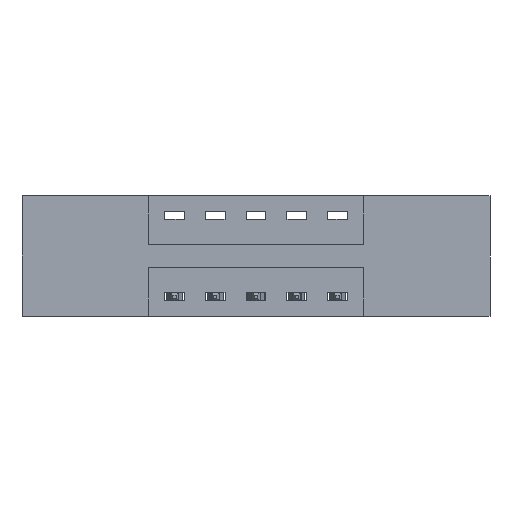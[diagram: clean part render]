
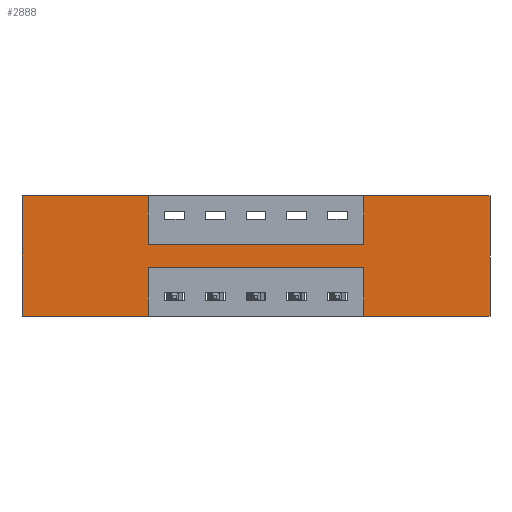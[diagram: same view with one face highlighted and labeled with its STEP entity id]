
A CAD part, front view. The second image highlights one B-rep face of the part: STEP entity #2888.
In plain terms, the highlighted planar face has unit normal (0, -1, 0).
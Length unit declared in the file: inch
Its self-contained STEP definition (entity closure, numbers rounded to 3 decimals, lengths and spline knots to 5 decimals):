
#115 = VERTEX_POINT ( 'NONE', #4188 ) ;
#188 = LINE ( 'NONE', #1585, #3081 ) ;
#246 = EDGE_CURVE ( 'NONE', #7460, #1457, #6150, .T. ) ;
#312 = ORIENTED_EDGE ( 'NONE', *, *, #926, .F. ) ;
#314 = VECTOR ( 'NONE', #1807, 39.37008 ) ;
#392 = VERTEX_POINT ( 'NONE', #4234 ) ;
#461 = VECTOR ( 'NONE', #2116, 39.37008 ) ;
#484 = ORIENTED_EDGE ( 'NONE', *, *, #3397, .F. ) ;
#830 = EDGE_LOOP ( 'NONE', ( #7056, #1043, #484, #1554, #6187, #4405, #4443, #2554, #1456, #2516, #5837, #312 ) ) ;
#852 = VECTOR ( 'NONE', #2972, 39.37008 ) ;
#859 = CARTESIAN_POINT ( 'NONE',  ( 0.3875, 0., -0.37 ) ) ;
#926 = EDGE_CURVE ( 'NONE', #3800, #4639, #2916, .T. ) ;
#956 = VECTOR ( 'NONE', #3356, 39.37008 ) ;
#1043 = ORIENTED_EDGE ( 'NONE', *, *, #246, .F. ) ;
#1084 = CARTESIAN_POINT ( 'NONE',  ( 0., 0., -0.37 ) ) ;
#1259 = CARTESIAN_POINT ( 'NONE',  ( 0.3875, 0., -0.22 ) ) ;
#1450 = CARTESIAN_POINT ( 'NONE',  ( 0., 0., -0.37 ) ) ;
#1456 = ORIENTED_EDGE ( 'NONE', *, *, #6029, .F. ) ;
#1457 = VERTEX_POINT ( 'NONE', #3114 ) ;
#1542 = LINE ( 'NONE', #4024, #461 ) ;
#1548 = PLANE ( 'NONE',  #3853 ) ;
#1554 = ORIENTED_EDGE ( 'NONE', *, *, #7480, .F. ) ;
#1585 = CARTESIAN_POINT ( 'NONE',  ( 0., 0., -0.37 ) ) ;
#1634 = DIRECTION ( 'NONE',  ( 0., -1., 0. ) ) ;
#1638 = LINE ( 'NONE', #6212, #314 ) ;
#1671 = DIRECTION ( 'NONE',  ( 0., 0., -1. ) ) ;
#1783 = EDGE_CURVE ( 'NONE', #6250, #4939, #7645, .T. ) ;
#1807 = DIRECTION ( 'NONE',  ( 0., 0., -1. ) ) ;
#1857 = CARTESIAN_POINT ( 'NONE',  ( 0., 0., -0.37 ) ) ;
#1958 = CARTESIAN_POINT ( 'NONE',  ( 0.3875, 0., -0.15 ) ) ;
#1966 = CARTESIAN_POINT ( 'NONE',  ( 0., 0., 0. ) ) ;
#2020 = VECTOR ( 'NONE', #4897, 39.37008 ) ;
#2116 = DIRECTION ( 'NONE',  ( 0., 0., 1. ) ) ;
#2151 = CARTESIAN_POINT ( 'NONE',  ( 1.0475, 0., -0.15 ) ) ;
#2308 = EDGE_CURVE ( 'NONE', #3053, #6250, #4688, .T. ) ;
#2516 = ORIENTED_EDGE ( 'NONE', *, *, #5968, .F. ) ;
#2554 = ORIENTED_EDGE ( 'NONE', *, *, #4400, .F. ) ;
#2730 = CARTESIAN_POINT ( 'NONE',  ( 1.0475, 0., 0. ) ) ;
#2888 = ADVANCED_FACE ( 'NONE', ( #7260 ), #1548, .T. ) ;
#2916 = LINE ( 'NONE', #1857, #2020 ) ;
#2972 = DIRECTION ( 'NONE',  ( -1., 0., 0. ) ) ;
#2985 = CARTESIAN_POINT ( 'NONE',  ( 1.435, 0., 0. ) ) ;
#3053 = VERTEX_POINT ( 'NONE', #2151 ) ;
#3081 = VECTOR ( 'NONE', #5150, 39.37008 ) ;
#3114 = CARTESIAN_POINT ( 'NONE',  ( 0.3875, 0., -0.22 ) ) ;
#3356 = DIRECTION ( 'NONE',  ( 1., 0., 0. ) ) ;
#3397 = EDGE_CURVE ( 'NONE', #6999, #7460, #1542, .T. ) ;
#3706 = DIRECTION ( 'NONE',  ( 0., 0., 1. ) ) ;
#3800 = VERTEX_POINT ( 'NONE', #7019 ) ;
#3853 = AXIS2_PLACEMENT_3D ( 'NONE', #1450, #1634, #6008 ) ;
#4015 = LINE ( 'NONE', #1966, #7513 ) ;
#4024 = CARTESIAN_POINT ( 'NONE',  ( 1.0475, 0., -0.37 ) ) ;
#4184 = EDGE_CURVE ( 'NONE', #4639, #115, #4015, .T. ) ;
#4188 = CARTESIAN_POINT ( 'NONE',  ( 0., 0., 0. ) ) ;
#4234 = CARTESIAN_POINT ( 'NONE',  ( 1.435, 0., -0.37 ) ) ;
#4400 = EDGE_CURVE ( 'NONE', #5867, #3053, #8100, .T. ) ;
#4405 = ORIENTED_EDGE ( 'NONE', *, *, #1783, .F. ) ;
#4443 = ORIENTED_EDGE ( 'NONE', *, *, #2308, .F. ) ;
#4487 = EDGE_CURVE ( 'NONE', #1457, #3800, #7119, .T. ) ;
#4497 = DIRECTION ( 'NONE',  ( 1., 0., 0. ) ) ;
#4519 = CARTESIAN_POINT ( 'NONE',  ( 1.435, 0., 0. ) ) ;
#4637 = CARTESIAN_POINT ( 'NONE',  ( 0., 0., 0. ) ) ;
#4639 = VERTEX_POINT ( 'NONE', #1084 ) ;
#4688 = LINE ( 'NONE', #2730, #6610 ) ;
#4894 = CARTESIAN_POINT ( 'NONE',  ( 1.0475, 0., -0.37 ) ) ;
#4897 = DIRECTION ( 'NONE',  ( -1., 0., 0. ) ) ;
#4939 = VERTEX_POINT ( 'NONE', #2985 ) ;
#5119 = DIRECTION ( 'NONE',  ( 0., 0., -1. ) ) ;
#5123 = CARTESIAN_POINT ( 'NONE',  ( 0., 0., 0. ) ) ;
#5150 = DIRECTION ( 'NONE',  ( -1., 0., 0. ) ) ;
#5217 = DIRECTION ( 'NONE',  ( 0., 0., 1. ) ) ;
#5263 = VECTOR ( 'NONE', #6339, 39.37008 ) ;
#5794 = LINE ( 'NONE', #4637, #956 ) ;
#5837 = ORIENTED_EDGE ( 'NONE', *, *, #4184, .F. ) ;
#5867 = VERTEX_POINT ( 'NONE', #7322 ) ;
#5968 = EDGE_CURVE ( 'NONE', #115, #6440, #5794, .T. ) ;
#6008 = DIRECTION ( 'NONE',  ( 0., 0., -1. ) ) ;
#6029 = EDGE_CURVE ( 'NONE', #6440, #5867, #1638, .T. ) ;
#6100 = VECTOR ( 'NONE', #1671, 39.37008 ) ;
#6150 = LINE ( 'NONE', #1259, #852 ) ;
#6187 = ORIENTED_EDGE ( 'NONE', *, *, #7933, .F. ) ;
#6212 = CARTESIAN_POINT ( 'NONE',  ( 0.3875, 0., 0. ) ) ;
#6250 = VERTEX_POINT ( 'NONE', #6566 ) ;
#6339 = DIRECTION ( 'NONE',  ( 1., 0., 0. ) ) ;
#6440 = VERTEX_POINT ( 'NONE', #7378 ) ;
#6566 = CARTESIAN_POINT ( 'NONE',  ( 1.0475, 0., 0. ) ) ;
#6610 = VECTOR ( 'NONE', #5217, 39.37008 ) ;
#6864 = VECTOR ( 'NONE', #5119, 39.37008 ) ;
#6999 = VERTEX_POINT ( 'NONE', #4894 ) ;
#7019 = CARTESIAN_POINT ( 'NONE',  ( 0.3875, 0., -0.37 ) ) ;
#7056 = ORIENTED_EDGE ( 'NONE', *, *, #4487, .F. ) ;
#7119 = LINE ( 'NONE', #859, #6864 ) ;
#7260 = FACE_OUTER_BOUND ( 'NONE', #830, .T. ) ;
#7298 = LINE ( 'NONE', #4519, #6100 ) ;
#7322 = CARTESIAN_POINT ( 'NONE',  ( 0.3875, 0., -0.15 ) ) ;
#7378 = CARTESIAN_POINT ( 'NONE',  ( 0.3875, 0., 0. ) ) ;
#7460 = VERTEX_POINT ( 'NONE', #7593 ) ;
#7480 = EDGE_CURVE ( 'NONE', #392, #6999, #188, .T. ) ;
#7513 = VECTOR ( 'NONE', #3706, 39.37008 ) ;
#7561 = VECTOR ( 'NONE', #4497, 39.37008 ) ;
#7593 = CARTESIAN_POINT ( 'NONE',  ( 1.0475, 0., -0.22 ) ) ;
#7645 = LINE ( 'NONE', #5123, #7561 ) ;
#7933 = EDGE_CURVE ( 'NONE', #4939, #392, #7298, .T. ) ;
#8100 = LINE ( 'NONE', #1958, #5263 ) ;
